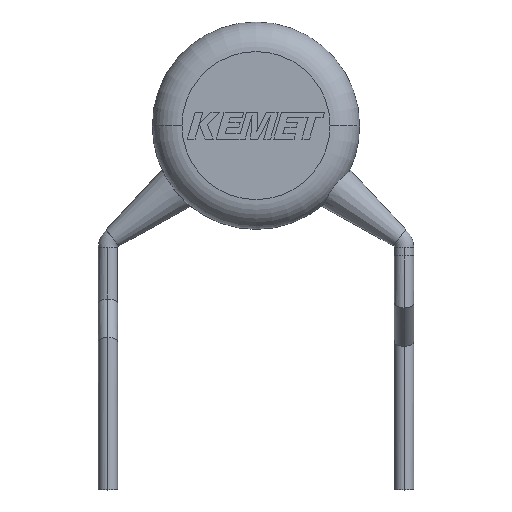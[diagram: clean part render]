
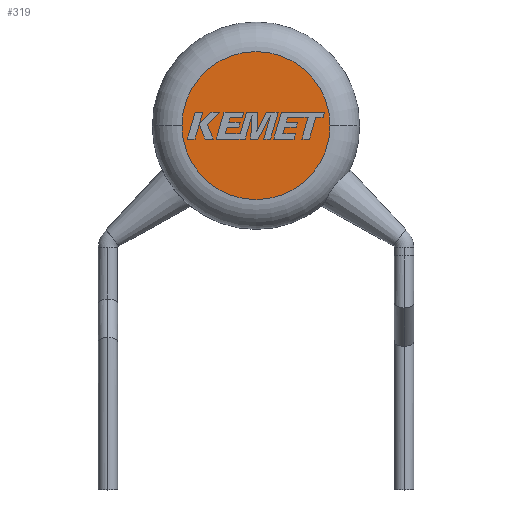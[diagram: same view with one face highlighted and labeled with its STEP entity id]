
A CAD part, top view. The second image highlights one B-rep face of the part: STEP entity #319.
In plain terms, the highlighted planar face has unit normal (0, 0, 1).
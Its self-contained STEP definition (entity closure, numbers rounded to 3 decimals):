
#60 = CARTESIAN_POINT ( 'NONE',  ( 0., 0., 5.5 ) ) ;
#128 = DIRECTION ( 'NONE',  ( 0., 0., 1. ) ) ;
#319 = ADVANCED_FACE ( 'NONE', ( #3522 ), #4044, .T. ) ;
#964 = VERTEX_POINT ( 'NONE', #2183 ) ;
#1078 = DIRECTION ( 'NONE',  ( 0., 0., 1. ) ) ;
#1118 = DIRECTION ( 'NONE',  ( 1., 0., 0. ) ) ;
#1133 = CARTESIAN_POINT ( 'NONE',  ( 0., 0., 5.5 ) ) ;
#1214 = AXIS2_PLACEMENT_3D ( 'NONE', #1133, #128, #1118 ) ;
#1664 = AXIS2_PLACEMENT_3D ( 'NONE', #60, #1078, #3679 ) ;
#2183 = CARTESIAN_POINT ( 'NONE',  ( 2.5, 0., 5.5 ) ) ;
#2272 = EDGE_LOOP ( 'NONE', ( #3585, #3997 ) ) ;
#2306 = AXIS2_PLACEMENT_3D ( 'NONE', #2587, #4270, #3292 ) ;
#2382 = CIRCLE ( 'NONE', #1664, 2.5 ) ;
#2587 = CARTESIAN_POINT ( 'NONE',  ( 0., 0., 5.5 ) ) ;
#2933 = CARTESIAN_POINT ( 'NONE',  ( -2.5, 0., 5.5 ) ) ;
#3292 = DIRECTION ( 'NONE',  ( 1., 0., 0. ) ) ;
#3522 = FACE_OUTER_BOUND ( 'NONE', #2272, .T. ) ;
#3585 = ORIENTED_EDGE ( 'NONE', *, *, #3753, .T. ) ;
#3679 = DIRECTION ( 'NONE',  ( 1., 0., 0. ) ) ;
#3696 = VERTEX_POINT ( 'NONE', #2933 ) ;
#3753 = EDGE_CURVE ( 'NONE', #964, #3696, #2382, .T. ) ;
#3997 = ORIENTED_EDGE ( 'NONE', *, *, #4104, .T. ) ;
#4044 = PLANE ( 'NONE',  #1214 ) ;
#4104 = EDGE_CURVE ( 'NONE', #3696, #964, #4221, .T. ) ;
#4221 = CIRCLE ( 'NONE', #2306, 2.5 ) ;
#4270 = DIRECTION ( 'NONE',  ( 0., 0., 1. ) ) ;
